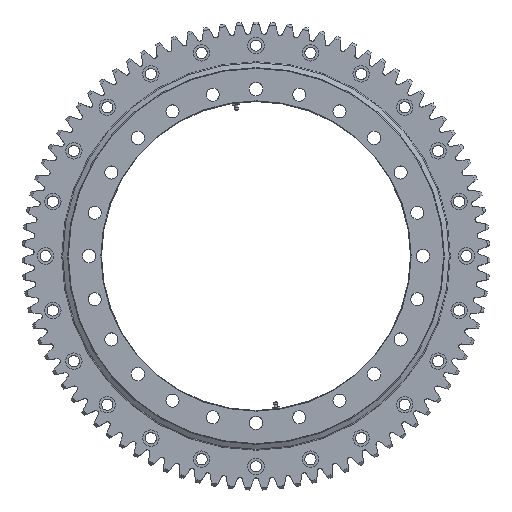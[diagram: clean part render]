
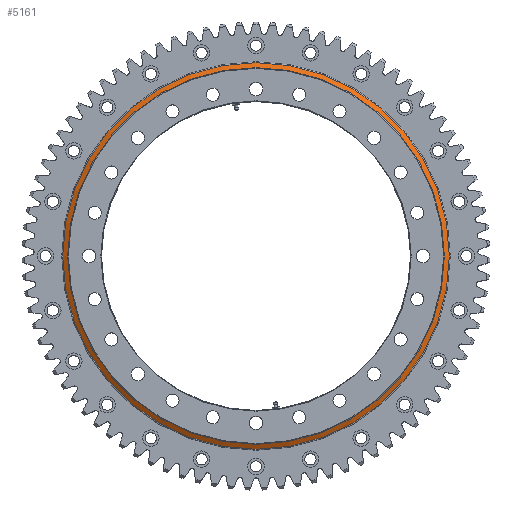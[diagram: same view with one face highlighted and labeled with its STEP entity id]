
A CAD part, top view. The second image highlights one B-rep face of the part: STEP entity #5161.
In plain terms, the highlighted conical face has half-angle 58.57 degrees and reference radius 286.5 mm.
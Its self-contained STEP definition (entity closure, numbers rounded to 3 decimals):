
#711 = EDGE_CURVE ( 'NONE', #29592, #29592, #14433, .T. ) ;
#3553 = CARTESIAN_POINT ( 'NONE',  ( 279.5, 2., 0. ) ) ;
#5161 = ADVANCED_FACE ( 'NONE', ( #11368, #25701 ), #7231, .T. ) ;
#6753 = DIRECTION ( 'NONE',  ( 0., -1., 0. ) ) ;
#7231 = CONICAL_SURFACE ( 'NONE', #8305, 286.5, 1.022 ) ;
#7536 = DIRECTION ( 'NONE',  ( 0., -1., 0. ) ) ;
#7868 = CARTESIAN_POINT ( 'NONE',  ( 279.5, 2., 0. ) ) ;
#8305 = AXIS2_PLACEMENT_3D ( 'NONE', #3553, #7536, #13563 ) ;
#8830 = CARTESIAN_POINT ( 'NONE',  ( 279.5, 2., -286.5 ) ) ;
#10061 = ORIENTED_EDGE ( 'NONE', *, *, #711, .F. ) ;
#10946 = DIRECTION ( 'NONE',  ( 0., -1., 0. ) ) ;
#11368 = FACE_OUTER_BOUND ( 'NONE', #20287, .T. ) ;
#13563 = DIRECTION ( 'NONE',  ( 0., 0., -1. ) ) ;
#14433 = CIRCLE ( 'NONE', #18218, 294.044 ) ;
#16340 = AXIS2_PLACEMENT_3D ( 'NONE', #7868, #10946, #32316 ) ;
#16883 = ORIENTED_EDGE ( 'NONE', *, *, #32053, .T. ) ;
#18218 = AXIS2_PLACEMENT_3D ( 'NONE', #37189, #6753, #24917 ) ;
#20287 = EDGE_LOOP ( 'NONE', ( #10061 ) ) ;
#21299 = EDGE_LOOP ( 'NONE', ( #16883 ) ) ;
#24917 = DIRECTION ( 'NONE',  ( 0., 0., -1. ) ) ;
#25701 = FACE_BOUND ( 'NONE', #21299, .T. ) ;
#29032 = CIRCLE ( 'NONE', #16340, 286.5 ) ;
#29592 = VERTEX_POINT ( 'NONE', #35967 ) ;
#32053 = EDGE_CURVE ( 'NONE', #35255, #35255, #29032, .T. ) ;
#32316 = DIRECTION ( 'NONE',  ( 0., 0., -1. ) ) ;
#35255 = VERTEX_POINT ( 'NONE', #8830 ) ;
#35967 = CARTESIAN_POINT ( 'NONE',  ( 279.5, -2.61, -294.044 ) ) ;
#37189 = CARTESIAN_POINT ( 'NONE',  ( 279.5, -2.61, 0. ) ) ;
